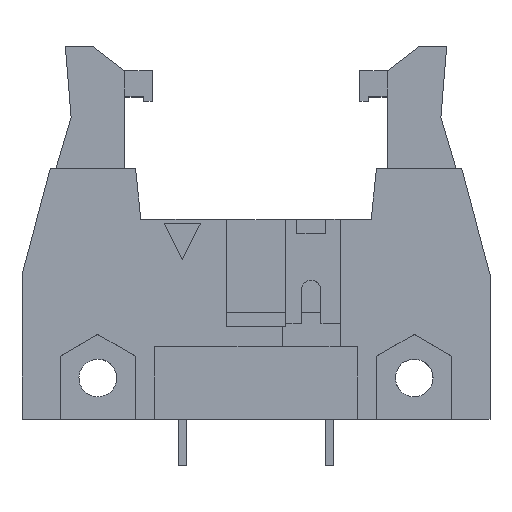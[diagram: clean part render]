
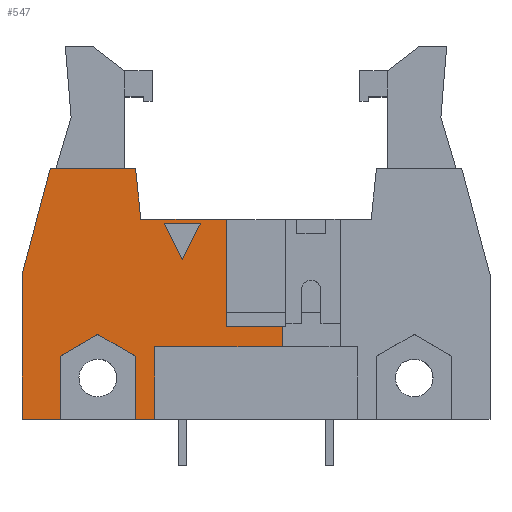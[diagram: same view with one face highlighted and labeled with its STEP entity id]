
A CAD part, top view. The second image highlights one B-rep face of the part: STEP entity #547.
In plain terms, the highlighted free-form (B-spline) face has degree [1, 1] with [2, 2] control points.
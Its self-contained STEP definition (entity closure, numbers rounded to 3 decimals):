
#547=ADVANCED_FACE('F136',(#1169,#1170),#1171,.T.);
#1169=FACE_OUTER_BOUND('',#2453,.T.);
#1170=FACE_BOUND('',#2454,.T.);
#1171=B_SPLINE_SURFACE_WITH_KNOTS('',1,1,((#2455,#2456),(#2457,#2458)),.UNSPECIFIED.,.F.,.F.,.F.,(2,2),(2,2),(0.045,0.551),(0.045,0.955),.UNSPECIFIED.);
#2453=EDGE_LOOP('',(#3654,#3655,#3656,#3657,#3658,#3659,#3660,#3661,#3662,#3663,#3664,#3665,#3666,#3667,#3668,#3669));
#2454=EDGE_LOOP('',(#3670,#3671,#3672));
#2455=CARTESIAN_POINT('',(-31.575,2.589,8.5));
#2456=CARTESIAN_POINT('',(-31.575,19.891,8.5));
#2457=CARTESIAN_POINT('',(-13.611,2.589,8.5));
#2458=CARTESIAN_POINT('',(-13.611,19.891,8.5));
#3654=ORIENTED_EDGE('',*,*,#4123,.T.);
#3655=ORIENTED_EDGE('',*,*,#4120,.T.);
#3656=ORIENTED_EDGE('',*,*,#4034,.T.);
#3657=ORIENTED_EDGE('',*,*,#3832,.F.);
#3658=ORIENTED_EDGE('',*,*,#3827,.F.);
#3659=ORIENTED_EDGE('',*,*,#4044,.F.);
#3660=ORIENTED_EDGE('',*,*,#4048,.F.);
#3661=ORIENTED_EDGE('',*,*,#4052,.F.);
#3662=ORIENTED_EDGE('',*,*,#4074,.F.);
#3663=ORIENTED_EDGE('',*,*,#3755,.T.);
#3664=ORIENTED_EDGE('',*,*,#3759,.T.);
#3665=ORIENTED_EDGE('',*,*,#3763,.T.);
#3666=ORIENTED_EDGE('',*,*,#3767,.T.);
#3667=ORIENTED_EDGE('',*,*,#4073,.F.);
#3668=ORIENTED_EDGE('',*,*,#4076,.T.);
#3669=ORIENTED_EDGE('',*,*,#4080,.T.);
#3670=ORIENTED_EDGE('',*,*,#3706,.T.);
#3671=ORIENTED_EDGE('',*,*,#3696,.T.);
#3672=ORIENTED_EDGE('',*,*,#3701,.T.);
#3696=EDGE_CURVE('E361',#4166,#4164,#4167,.T.);
#3701=EDGE_CURVE('E363',#4164,#4172,#4175,.T.);
#3706=EDGE_CURVE('E359',#4172,#4166,#4180,.T.);
#3755=EDGE_CURVE('E217',#4227,#4231,#4233,.T.);
#3759=EDGE_CURVE('E220',#4231,#4237,#4239,.T.);
#3763=EDGE_CURVE('E223',#4237,#4243,#4245,.T.);
#3767=EDGE_CURVE('E226',#4243,#4249,#4251,.T.);
#3827=EDGE_CURVE('E243',#4336,#4338,#4339,.T.);
#3832=EDGE_CURVE('E252',#4338,#4342,#4346,.T.);
#4034=EDGE_CURVE('E279',#4634,#4342,#4635,.T.);
#4044=EDGE_CURVE('E354',#4646,#4336,#4648,.T.);
#4048=EDGE_CURVE('E239',#4652,#4646,#4654,.T.);
#4052=EDGE_CURVE('E237',#4658,#4652,#4660,.T.);
#4073=EDGE_CURVE('E118',#4688,#4249,#4690,.T.);
#4074=EDGE_CURVE('E122',#4227,#4658,#4691,.T.);
#4076=EDGE_CURVE('E274',#4688,#4693,#4694,.T.);
#4080=EDGE_CURVE('E185',#4693,#4697,#4700,.T.);
#4120=EDGE_CURVE('E186',#4755,#4634,#4756,.T.);
#4123=EDGE_CURVE('E166',#4697,#4755,#4759,.T.);
#4164=VERTEX_POINT('V240',#4924);
#4166=VERTEX_POINT('V239',#4927);
#4167=B_SPLINE_CURVE_WITH_KNOTS('',1,(#4928,#4929),.UNSPECIFIED.,.F.,.F.,(2,2),(0.0,9.317),.UNSPECIFIED.);
#4172=VERTEX_POINT('V238',#4936);
#4175=B_SPLINE_CURVE_WITH_KNOTS('',1,(#4940,#4941),.UNSPECIFIED.,.F.,.F.,(2,2),(0.0,9.317),.UNSPECIFIED.);
#4180=B_SPLINE_CURVE_WITH_KNOTS('',1,(#4948,#4949),.UNSPECIFIED.,.F.,.F.,(2,2),(0.0,8.333),.UNSPECIFIED.);
#4227=VERTEX_POINT('V90',#5056);
#4231=VERTEX_POINT('V158',#5062);
#4233=B_SPLINE_CURVE_WITH_KNOTS('',1,(#5065,#5066),.UNSPECIFIED.,.F.,.F.,(2,2),(0.0,2.562),.UNSPECIFIED.);
#4237=VERTEX_POINT('V160',#5071);
#4239=B_SPLINE_CURVE_WITH_KNOTS('',1,(#5074,#5075),.UNSPECIFIED.,.F.,.F.,(2,2),(0.0,1.766),.UNSPECIFIED.);
#4243=VERTEX_POINT('V162',#5080);
#4245=B_SPLINE_CURVE_WITH_KNOTS('',1,(#5083,#5084),.UNSPECIFIED.,.F.,.F.,(2,2),(0.0,1.766),.UNSPECIFIED.);
#4249=VERTEX_POINT('V87',#5089);
#4251=B_SPLINE_CURVE_WITH_KNOTS('',1,(#5092,#5093),.UNSPECIFIED.,.F.,.F.,(2,2),(0.0,2.562),.UNSPECIFIED.);
#4336=VERTEX_POINT('V171',#5239);
#4338=VERTEX_POINT('V172',#5242);
#4339=B_SPLINE_CURVE_WITH_KNOTS('',1,(#5243,#5244),.UNSPECIFIED.,.F.,.F.,(2,2),(0.0,1.0),.UNSPECIFIED.);
#4342=VERTEX_POINT('V176',#5248);
#4346=B_SPLINE_CURVE_WITH_KNOTS('',1,(#5254,#5255),.UNSPECIFIED.,.F.,.F.,(2,2),(0.0,0.694),.UNSPECIFIED.);
#4634=VERTEX_POINT('V138',#5704);
#4635=B_SPLINE_CURVE_WITH_KNOTS('',1,(#5705,#5706),.UNSPECIFIED.,.F.,.F.,(2,2),(0.0,3.7),.UNSPECIFIED.);
#4646=VERTEX_POINT('V168',#5722);
#4648=B_SPLINE_CURVE_WITH_KNOTS('',1,(#5725,#5726),.UNSPECIFIED.,.F.,.F.,(2,2),(0.0,1.0),.UNSPECIFIED.);
#4652=VERTEX_POINT('V167',#5731);
#4654=B_SPLINE_CURVE_WITH_KNOTS('',1,(#5734,#5735),.UNSPECIFIED.,.F.,.F.,(2,2),(0.0,1.0),.UNSPECIFIED.);
#4658=VERTEX_POINT('V91',#5740);
#4660=B_SPLINE_CURVE_WITH_KNOTS('',1,(#5743,#5744),.UNSPECIFIED.,.F.,.F.,(2,2),(0.0,1.176),.UNSPECIFIED.);
#4688=VERTEX_POINT('V86',#5785);
#4690=B_SPLINE_CURVE_WITH_KNOTS('',1,(#5788,#5789),.UNSPECIFIED.,.F.,.F.,(2,2),(2.724,2.879),.UNSPECIFIED.);
#4691=B_SPLINE_CURVE_WITH_KNOTS('',1,(#5790,#5791),.UNSPECIFIED.,.F.,.F.,(2,2),(3.491,3.8),.UNSPECIFIED.);
#4693=VERTEX_POINT('V137',#5793);
#4694=B_SPLINE_CURVE_WITH_KNOTS('',1,(#5794,#5795),.UNSPECIFIED.,.F.,.F.,(2,2),(0.0,4.167),.UNSPECIFIED.);
#4697=VERTEX_POINT('V126',#5799);
#4700=B_SPLINE_CURVE_WITH_KNOTS('',1,(#5803,#5804),.UNSPECIFIED.,.F.,.F.,(2,2),(0.0,1.762),.UNSPECIFIED.);
#4755=VERTEX_POINT('V125',#5907);
#4756=B_SPLINE_CURVE_WITH_KNOTS('',1,(#5908,#5909),.UNSPECIFIED.,.F.,.F.,(2,2),(0.059,1.0),.UNSPECIFIED.);
#4759=B_SPLINE_CURVE_WITH_KNOTS('',1,(#5913,#5914),.UNSPECIFIED.,.F.,.F.,(2,2),(1.85,2.2),.UNSPECIFIED.);
#4924=CARTESIAN_POINT('',(-20.503,13.59,8.5));
#4927=CARTESIAN_POINT('',(-19.253,16.09,8.5));
#4928=CARTESIAN_POINT('',(-19.253,16.09,8.5));
#4929=CARTESIAN_POINT('',(-20.503,13.59,8.5));
#4936=CARTESIAN_POINT('',(-21.753,16.09,8.5));
#4940=CARTESIAN_POINT('',(-20.503,13.59,8.5));
#4941=CARTESIAN_POINT('',(-21.753,16.09,8.5));
#4948=CARTESIAN_POINT('',(-21.753,16.09,8.5));
#4949=CARTESIAN_POINT('',(-19.253,16.09,8.5));
#5056=CARTESIAN_POINT('',(-28.943,2.59,8.5));
#5062=CARTESIAN_POINT('',(-28.943,6.945,8.5));
#5065=CARTESIAN_POINT('',(-28.943,2.59,8.5));
#5066=CARTESIAN_POINT('',(-28.943,6.945,8.5));
#5071=CARTESIAN_POINT('',(-26.343,8.446,8.5));
#5074=CARTESIAN_POINT('',(-28.943,6.945,8.5));
#5075=CARTESIAN_POINT('',(-26.343,8.446,8.5));
#5080=CARTESIAN_POINT('',(-23.743,6.945,8.5));
#5083=CARTESIAN_POINT('',(-26.343,8.446,8.5));
#5084=CARTESIAN_POINT('',(-23.743,6.945,8.5));
#5089=CARTESIAN_POINT('',(-23.743,2.59,8.5));
#5092=CARTESIAN_POINT('',(-23.743,6.945,8.5));
#5093=CARTESIAN_POINT('',(-23.743,2.59,8.5));
#5239=CARTESIAN_POINT('',(-23.738,19.89,8.5));
#5242=CARTESIAN_POINT('',(-23.374,16.39,8.5));
#5243=CARTESIAN_POINT('',(-23.738,19.89,8.5));
#5244=CARTESIAN_POINT('',(-23.374,16.39,8.5));
#5248=CARTESIAN_POINT('',(-17.473,16.39,8.5));
#5254=CARTESIAN_POINT('',(-23.374,16.39,8.5));
#5255=CARTESIAN_POINT('',(-17.473,16.39,8.5));
#5704=CARTESIAN_POINT('',(-17.473,8.99,8.5));
#5705=CARTESIAN_POINT('',(-17.473,8.99,8.5));
#5706=CARTESIAN_POINT('',(-17.473,16.39,8.5));
#5722=CARTESIAN_POINT('',(-29.617,19.89,8.5));
#5725=CARTESIAN_POINT('',(-29.617,19.89,8.5));
#5726=CARTESIAN_POINT('',(-23.738,19.89,8.5));
#5731=CARTESIAN_POINT('',(-31.573,12.59,8.5));
#5734=CARTESIAN_POINT('',(-31.573,12.59,8.5));
#5735=CARTESIAN_POINT('',(-29.617,19.89,8.5));
#5740=CARTESIAN_POINT('',(-31.573,2.59,8.5));
#5743=CARTESIAN_POINT('',(-31.573,2.59,8.5));
#5744=CARTESIAN_POINT('',(-31.573,12.59,8.5));
#5785=CARTESIAN_POINT('',(-22.423,2.59,8.5));
#5788=CARTESIAN_POINT('',(-22.423,2.59,8.5));
#5789=CARTESIAN_POINT('',(-23.743,2.59,8.5));
#5790=CARTESIAN_POINT('',(-28.943,2.59,8.5));
#5791=CARTESIAN_POINT('',(-31.573,2.59,8.5));
#5793=CARTESIAN_POINT('',(-22.423,7.59,8.5));
#5794=CARTESIAN_POINT('',(-22.423,2.59,8.5));
#5795=CARTESIAN_POINT('',(-22.423,7.59,8.5));
#5799=CARTESIAN_POINT('',(-13.613,7.59,8.5));
#5803=CARTESIAN_POINT('',(-22.423,7.59,8.5));
#5804=CARTESIAN_POINT('',(-13.613,7.59,8.5));
#5907=CARTESIAN_POINT('',(-13.613,8.99,8.5));
#5908=CARTESIAN_POINT('',(-13.613,8.99,8.5));
#5909=CARTESIAN_POINT('',(-17.473,8.99,8.5));
#5913=CARTESIAN_POINT('',(-13.613,7.59,8.5));
#5914=CARTESIAN_POINT('',(-13.613,8.99,8.5));
